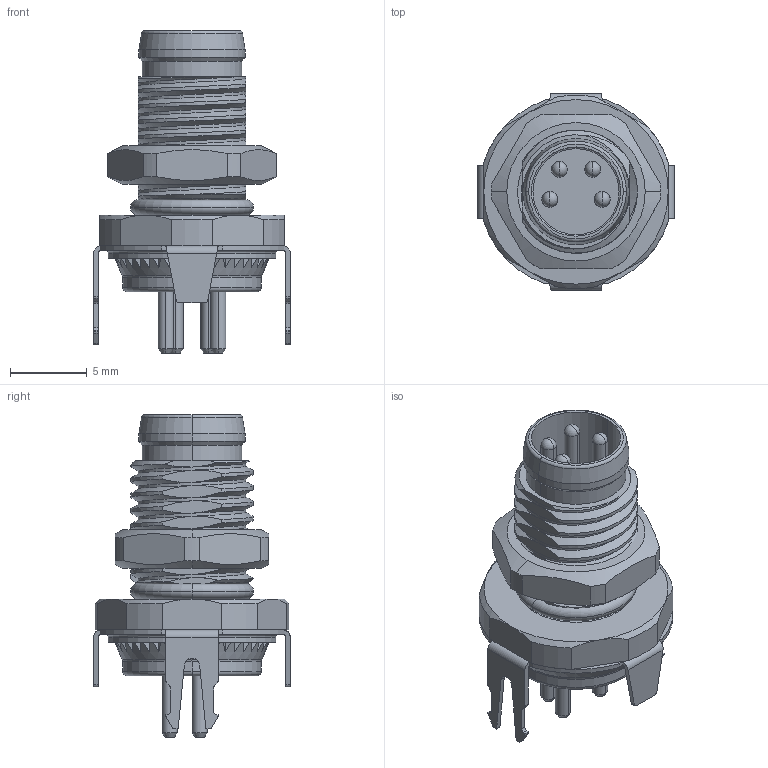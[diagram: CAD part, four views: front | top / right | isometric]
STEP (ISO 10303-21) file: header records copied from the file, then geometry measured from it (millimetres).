
FILE_DESCRIPTION((''),'2;1');
FILE_NAME('PRT0001224_4','2025-09-23T',('gongcheng16'),(''),'PRO/ENGINEER BY PARAMETRIC TECHNOLOGY CORPORATION, 2010280','PRO/ENGINEER BY PARAMETRIC TECHNOLOGY CORPORATION, 2010280','');
FILE_SCHEMA(('CONFIG_CONTROL_DESIGN'));
Length unit declared in the file: millimetre
Products named in the file (1): PRT0001224_4
Bounding box: 12.8 x 12.8 x 21 mm (x, y, z)
Volume: 359.6 mm3; surface area: 2563.7 mm2
Topology: 1 solids, 10 shells, 654 faces, 1666 edges, 1058 vertices
Faces by surface type: plane 297, cylinder 218, cone 67, bspline 43, torus 21, sphere 8
Entity records: 27628 total; most frequent: CARTESIAN_POINT 12023, ORIENTED_EDGE 3316, DIRECTION 3157, EDGE_CURVE 1658, AXIS2_PLACEMENT_3D 1175, VERTEX_POINT 1058, VECTOR 807, LINE 807
